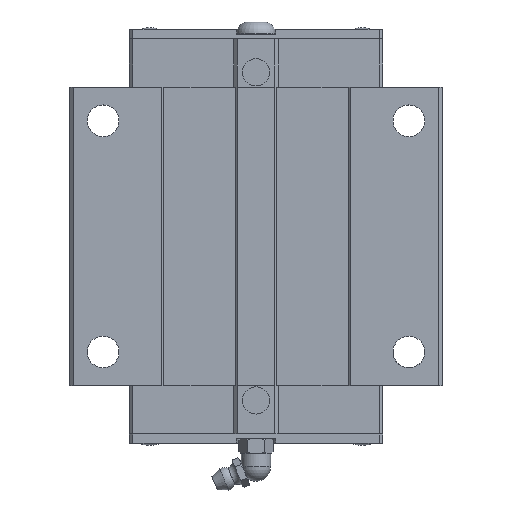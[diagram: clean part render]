
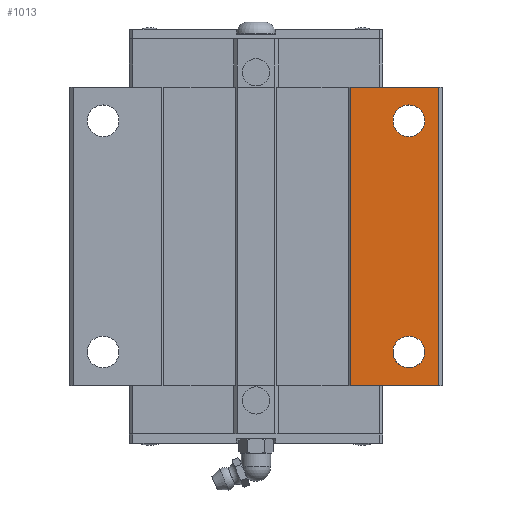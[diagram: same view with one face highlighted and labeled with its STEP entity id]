
A CAD part, top view. The second image highlights one B-rep face of the part: STEP entity #1013.
In plain terms, the highlighted planar face has unit normal (0, 0, 1).
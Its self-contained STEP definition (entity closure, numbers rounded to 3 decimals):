
#1013=ADVANCED_FACE('',(#2095,#2096,#2097),#2098,.T.);
#2095=FACE_OUTER_BOUND('',#3240,.T.);
#2096=FACE_BOUND('',#3241,.T.);
#2097=FACE_BOUND('',#3242,.T.);
#2098=PLANE('',#3243);
#3240=EDGE_LOOP('',(#6353,#6354,#6355,#6356));
#3241=EDGE_LOOP('',(#6357,#6358));
#3242=EDGE_LOOP('',(#6359,#6360));
#3243=AXIS2_PLACEMENT_3D('',#6361,#6362,#6363);
#6353=ORIENTED_EDGE('',*,*,#8051,.T.);
#6354=ORIENTED_EDGE('',*,*,#7980,.T.);
#6355=ORIENTED_EDGE('',*,*,#8057,.F.);
#6356=ORIENTED_EDGE('',*,*,#8032,.T.);
#6357=ORIENTED_EDGE('',*,*,#6896,.T.);
#6358=ORIENTED_EDGE('',*,*,#8058,.T.);
#6359=ORIENTED_EDGE('',*,*,#6891,.T.);
#6360=ORIENTED_EDGE('',*,*,#8059,.T.);
#6361=CARTESIAN_POINT('',(0.0,95.501,48.0));
#6362=DIRECTION('',(0.0,0.0,1.0));
#6363=DIRECTION('',(-1.0,0.0,0.0));
#6891=EDGE_CURVE('',#8252,#8258,#8260,.T.);
#6896=EDGE_CURVE('',#8263,#8267,#8269,.T.);
#7980=EDGE_CURVE('',#9880,#9878,#9881,.T.);
#8032=EDGE_CURVE('',#9970,#9968,#9971,.T.);
#8051=EDGE_CURVE('',#9968,#9880,#9994,.T.);
#8057=EDGE_CURVE('',#9970,#9878,#10000,.T.);
#8058=EDGE_CURVE('',#8267,#8263,#10001,.T.);
#8059=EDGE_CURVE('',#8258,#8252,#10002,.T.);
#8252=VERTEX_POINT('',#10247);
#8258=VERTEX_POINT('',#10254);
#8260=CIRCLE('',#10257,4.25);
#8263=VERTEX_POINT('',#10260);
#8267=VERTEX_POINT('',#10265);
#8269=CIRCLE('',#10268,4.25);
#9878=VERTEX_POINT('',#13613);
#9880=VERTEX_POINT('',#13616);
#9881=LINE('',#13617,#13618);
#9968=VERTEX_POINT('',#13747);
#9970=VERTEX_POINT('',#13750);
#9971=LINE('',#13751,#13752);
#9994=LINE('',#13787,#13788);
#10000=LINE('',#13796,#13797);
#10001=CIRCLE('',#13798,4.25);
#10002=CIRCLE('',#13799,4.25);
#10247=CARTESIAN_POINT('',(45.25,24.501,48.0));
#10254=CARTESIAN_POINT('',(36.75,24.501,48.0));
#10257=AXIS2_PLACEMENT_3D('',#14109,#14110,#14111);
#10260=CARTESIAN_POINT('',(45.25,86.501,48.0));
#10265=CARTESIAN_POINT('',(36.75,86.501,48.0));
#10268=AXIS2_PLACEMENT_3D('',#14117,#14118,#14119);
#13613=CARTESIAN_POINT('',(49.0,15.501,48.0));
#13616=CARTESIAN_POINT('',(25.25,15.501,48.0));
#13617=CARTESIAN_POINT('',(49.0,15.501,48.0));
#13618=VECTOR('',#15189,1.0);
#13747=CARTESIAN_POINT('',(25.25,95.501,48.0));
#13750=CARTESIAN_POINT('',(49.0,95.501,48.0));
#13751=CARTESIAN_POINT('',(49.0,95.501,48.0));
#13752=VECTOR('',#15239,1.0);
#13787=CARTESIAN_POINT('',(25.25,115.501,48.0));
#13788=VECTOR('',#15252,1.0);
#13796=CARTESIAN_POINT('',(49.0,95.501,48.0));
#13797=VECTOR('',#15255,1.0);
#13798=AXIS2_PLACEMENT_3D('',#15256,#15257,#15258);
#13799=AXIS2_PLACEMENT_3D('',#15259,#15260,#15261);
#14109=CARTESIAN_POINT('',(41.0,24.501,48.0));
#14110=DIRECTION('',(0.0,0.0,-1.0));
#14111=DIRECTION('',(1.0,0.0,0.0));
#14117=CARTESIAN_POINT('',(41.0,86.501,48.0));
#14118=DIRECTION('',(0.0,0.0,-1.0));
#14119=DIRECTION('',(1.0,0.0,0.0));
#15189=DIRECTION('',(1.0,0.0,0.0));
#15239=DIRECTION('',(-1.0,0.0,0.0));
#15252=DIRECTION('',(0.0,-1.0,0.0));
#15255=DIRECTION('',(0.0,-1.0,0.0));
#15256=CARTESIAN_POINT('',(41.0,86.501,48.0));
#15257=DIRECTION('',(0.0,0.0,-1.0));
#15258=DIRECTION('',(1.0,0.0,0.0));
#15259=CARTESIAN_POINT('',(41.0,24.501,48.0));
#15260=DIRECTION('',(0.0,0.0,-1.0));
#15261=DIRECTION('',(1.0,0.0,0.0));
